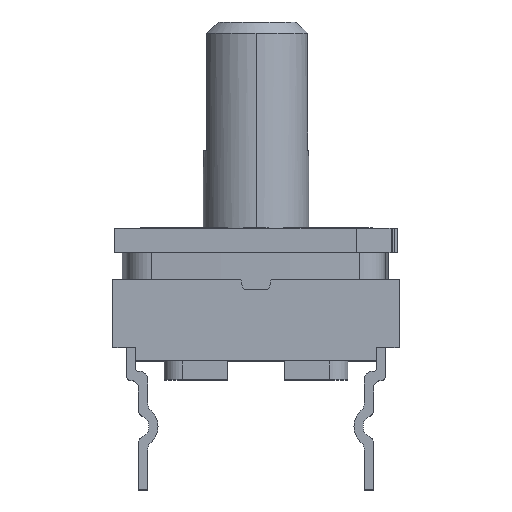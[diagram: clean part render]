
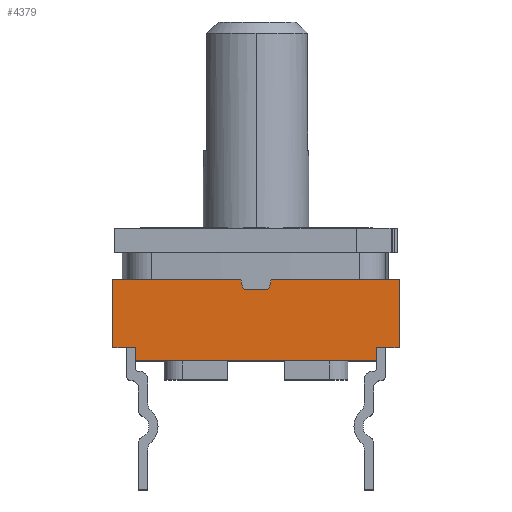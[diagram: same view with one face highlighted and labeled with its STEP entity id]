
A CAD part, top view. The second image highlights one B-rep face of the part: STEP entity #4379.
In plain terms, the highlighted planar face has unit normal (0, 0, 1).
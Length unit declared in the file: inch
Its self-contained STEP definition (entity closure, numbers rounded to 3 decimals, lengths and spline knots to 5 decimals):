
#41=DIRECTION('',(1.,0.,0.));
#42=VECTOR('',#41,0.03);
#43=CARTESIAN_POINT('',(-0.19,0.,0.242));
#44=LINE('',#43,#42);
#105=DIRECTION('',(1.,0.,0.));
#106=VECTOR('',#105,0.03);
#107=CARTESIAN_POINT('',(0.16,0.,0.242));
#108=LINE('',#107,#106);
#335=DIRECTION('',(0.,1.,0.));
#336=VECTOR('',#335,0.09);
#337=CARTESIAN_POINT('',(0.19,0.,0.242));
#338=LINE('',#337,#336);
#397=DIRECTION('',(1.,0.,0.));
#398=VECTOR('',#397,0.0315);
#399=CARTESIAN_POINT('',(-0.01575,0.077,0.242));
#400=LINE('',#399,#398);
#401=CARTESIAN_POINT('',(-0.002,0.09,0.242));
#402=DIRECTION('',(0.,0.,1.));
#403=DIRECTION('',(0.807,-0.591,0.));
#404=AXIS2_PLACEMENT_3D('',#401,#402,#403);
#406=DIRECTION('',(1.,0.,0.));
#407=VECTOR('',#406,0.17);
#408=CARTESIAN_POINT('',(0.02,0.09,0.242));
#409=LINE('',#408,#407);
#410=DIRECTION('',(0.,-1.,0.));
#411=VECTOR('',#410,0.018);
#412=CARTESIAN_POINT('',(0.16,0.,0.242));
#413=LINE('',#412,#411);
#414=DIRECTION('',(0.,1.,0.));
#415=VECTOR('',#414,0.09);
#416=CARTESIAN_POINT('',(-0.19,0.,0.242));
#417=LINE('',#416,#415);
#418=DIRECTION('',(1.,0.,0.));
#419=VECTOR('',#418,0.17);
#420=CARTESIAN_POINT('',(-0.19,0.09,0.242));
#421=LINE('',#420,#419);
#422=CARTESIAN_POINT('',(0.002,0.09,0.242));
#423=DIRECTION('',(0.,0.,1.));
#424=DIRECTION('',(-1.,0.,0.));
#425=AXIS2_PLACEMENT_3D('',#422,#423,#424);
#761=DIRECTION('',(0.,-1.,0.));
#762=VECTOR('',#761,0.018);
#763=CARTESIAN_POINT('',(-0.16,0.,0.242));
#764=LINE('',#763,#762);
#1073=DIRECTION('',(-1.,0.,0.));
#1074=VECTOR('',#1073,0.32);
#1075=CARTESIAN_POINT('',(0.16,-0.018,0.242));
#1076=LINE('',#1075,#1074);
#2733=CARTESIAN_POINT('',(-0.19,0.,0.242));
#2734=CARTESIAN_POINT('',(-0.19,0.09,0.242));
#2735=VERTEX_POINT('',#2733);
#2736=VERTEX_POINT('',#2734);
#2737=CARTESIAN_POINT('',(0.19,0.,0.242));
#2738=CARTESIAN_POINT('',(0.19,0.09,0.242));
#2739=VERTEX_POINT('',#2737);
#2740=VERTEX_POINT('',#2738);
#2793=CARTESIAN_POINT('',(0.16,-0.018,0.242));
#2794=CARTESIAN_POINT('',(-0.16,-0.018,0.242));
#2795=VERTEX_POINT('',#2793);
#2796=VERTEX_POINT('',#2794);
#2803=CARTESIAN_POINT('',(-0.16,0.,0.242));
#2804=VERTEX_POINT('',#2803);
#2805=CARTESIAN_POINT('',(0.16,0.,0.242));
#2806=VERTEX_POINT('',#2805);
#2917=CARTESIAN_POINT('',(-0.01575,0.077,0.242));
#2918=CARTESIAN_POINT('',(0.01575,0.077,0.242));
#2919=VERTEX_POINT('',#2917);
#2920=VERTEX_POINT('',#2918);
#2929=CARTESIAN_POINT('',(-0.02,0.09,0.242));
#2930=VERTEX_POINT('',#2929);
#2931=CARTESIAN_POINT('',(0.02,0.09,0.242));
#2932=VERTEX_POINT('',#2931);
#4352=CARTESIAN_POINT('',(-0.19,0.,0.242));
#4353=DIRECTION('',(0.,0.,1.));
#4354=DIRECTION('',(1.,0.,0.));
#4355=AXIS2_PLACEMENT_3D('',#4352,#4353,#4354);
#4356=PLANE('',#4355);
#4358=ORIENTED_EDGE('',*,*,#4357,.T.);
#4360=ORIENTED_EDGE('',*,*,#4359,.T.);
#4362=ORIENTED_EDGE('',*,*,#4361,.T.);
#4363=ORIENTED_EDGE('',*,*,#4257,.F.);
#4364=ORIENTED_EDGE('',*,*,#4002,.F.);
#4366=ORIENTED_EDGE('',*,*,#4365,.T.);
#4368=ORIENTED_EDGE('',*,*,#4367,.T.);
#4370=ORIENTED_EDGE('',*,*,#4369,.F.);
#4371=ORIENTED_EDGE('',*,*,#3938,.F.);
#4372=ORIENTED_EDGE('',*,*,#4047,.T.);
#4374=ORIENTED_EDGE('',*,*,#4373,.T.);
#4376=ORIENTED_EDGE('',*,*,#4375,.T.);
#4377=EDGE_LOOP('',(#4358,#4360,#4362,#4363,#4364,#4366,#4368,#4370,#4371,#4372,
#4374,#4376));
#4378=FACE_OUTER_BOUND('',#4377,.F.);
#4379=ADVANCED_FACE('',(#4378),#4356,.T.);
#405=CIRCLE('',#404,0.022);
#426=CIRCLE('',#425,0.022);
#3938=EDGE_CURVE('',#2735,#2804,#44,.T.);
#4002=EDGE_CURVE('',#2806,#2739,#108,.T.);
#4047=EDGE_CURVE('',#2735,#2736,#417,.T.);
#4257=EDGE_CURVE('',#2739,#2740,#338,.T.);
#4357=EDGE_CURVE('',#2919,#2920,#400,.T.);
#4359=EDGE_CURVE('',#2920,#2932,#405,.T.);
#4361=EDGE_CURVE('',#2932,#2740,#409,.T.);
#4365=EDGE_CURVE('',#2806,#2795,#413,.T.);
#4367=EDGE_CURVE('',#2795,#2796,#1076,.T.);
#4369=EDGE_CURVE('',#2804,#2796,#764,.T.);
#4373=EDGE_CURVE('',#2736,#2930,#421,.T.);
#4375=EDGE_CURVE('',#2930,#2919,#426,.T.);
